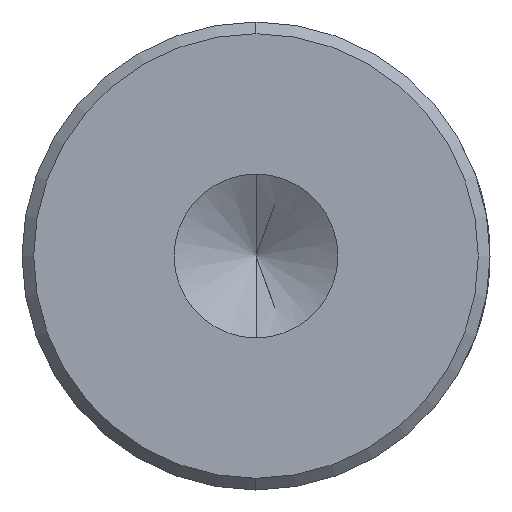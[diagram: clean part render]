
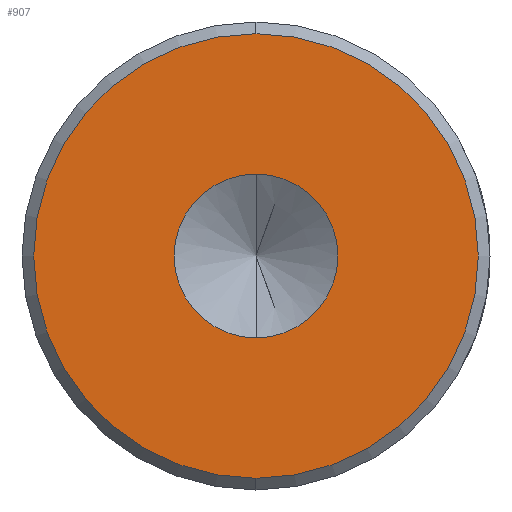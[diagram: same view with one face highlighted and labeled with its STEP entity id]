
A CAD part, left-side view. The second image highlights one B-rep face of the part: STEP entity #907.
In plain terms, the highlighted planar face has unit normal (-1, 0, 0).
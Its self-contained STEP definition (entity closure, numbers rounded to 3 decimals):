
#16 = DIRECTION ( 'NONE',  ( -1., 0., 0. ) ) ;
#42 = AXIS2_PLACEMENT_3D ( 'NONE', #651, #16, #746 ) ;
#184 = FACE_BOUND ( 'NONE', #644, .T. ) ;
#199 = CIRCLE ( 'NONE', #1067, 3.5 ) ;
#237 = VERTEX_POINT ( 'NONE', #260 ) ;
#260 = CARTESIAN_POINT ( 'NONE',  ( 0., 0., 3.5 ) ) ;
#317 = CARTESIAN_POINT ( 'NONE',  ( 0., 0., 0. ) ) ;
#339 = DIRECTION ( 'NONE',  ( -1., 0., 0. ) ) ;
#368 = ORIENTED_EDGE ( 'NONE', *, *, #1029, .T. ) ;
#409 = ORIENTED_EDGE ( 'NONE', *, *, #901, .F. ) ;
#417 = ORIENTED_EDGE ( 'NONE', *, *, #1049, .F. ) ;
#429 = VERTEX_POINT ( 'NONE', #709 ) ;
#435 = DIRECTION ( 'NONE',  ( 0., 0., 1. ) ) ;
#439 = FACE_OUTER_BOUND ( 'NONE', #472, .T. ) ;
#451 = DIRECTION ( 'NONE',  ( -1., 0., 0. ) ) ;
#472 = EDGE_LOOP ( 'NONE', ( #368, #868 ) ) ;
#547 = AXIS2_PLACEMENT_3D ( 'NONE', #934, #339, #1038 ) ;
#579 = VERTEX_POINT ( 'NONE', #602 ) ;
#602 = CARTESIAN_POINT ( 'NONE',  ( 0., 0., -9.501 ) ) ;
#638 = DIRECTION ( 'NONE',  ( -1., 0., 0. ) ) ;
#644 = EDGE_LOOP ( 'NONE', ( #409, #417 ) ) ;
#651 = CARTESIAN_POINT ( 'NONE',  ( 0., 0., 0. ) ) ;
#709 = CARTESIAN_POINT ( 'NONE',  ( 0., 0., 9.501 ) ) ;
#740 = AXIS2_PLACEMENT_3D ( 'NONE', #838, #451, #1147 ) ;
#746 = DIRECTION ( 'NONE',  ( 0., 0., 1. ) ) ;
#823 = CARTESIAN_POINT ( 'NONE',  ( 0., 0., -3.5 ) ) ;
#838 = CARTESIAN_POINT ( 'NONE',  ( 0., 0., 0. ) ) ;
#868 = ORIENTED_EDGE ( 'NONE', *, *, #882, .T. ) ;
#882 = EDGE_CURVE ( 'NONE', #429, #579, #957, .T. ) ;
#901 = EDGE_CURVE ( 'NONE', #237, #1006, #1229, .T. ) ;
#907 = ADVANCED_FACE ( 'NONE', ( #439, #184 ), #1031, .T. ) ;
#934 = CARTESIAN_POINT ( 'NONE',  ( 0., 0., 0. ) ) ;
#957 = CIRCLE ( 'NONE', #42, 9.501 ) ;
#999 = CIRCLE ( 'NONE', #1140, 9.501 ) ;
#1006 = VERTEX_POINT ( 'NONE', #823 ) ;
#1016 = DIRECTION ( 'NONE',  ( -1., 0., 0. ) ) ;
#1029 = EDGE_CURVE ( 'NONE', #579, #429, #999, .T. ) ;
#1031 = PLANE ( 'NONE',  #740 ) ;
#1038 = DIRECTION ( 'NONE',  ( 0., 0., 1. ) ) ;
#1049 = EDGE_CURVE ( 'NONE', #1006, #237, #199, .T. ) ;
#1067 = AXIS2_PLACEMENT_3D ( 'NONE', #1226, #638, #1321 ) ;
#1140 = AXIS2_PLACEMENT_3D ( 'NONE', #317, #1016, #435 ) ;
#1147 = DIRECTION ( 'NONE',  ( 0., 0., 1. ) ) ;
#1226 = CARTESIAN_POINT ( 'NONE',  ( 0., 0., 0. ) ) ;
#1229 = CIRCLE ( 'NONE', #547, 3.5 ) ;
#1321 = DIRECTION ( 'NONE',  ( 0., 0., 1. ) ) ;
